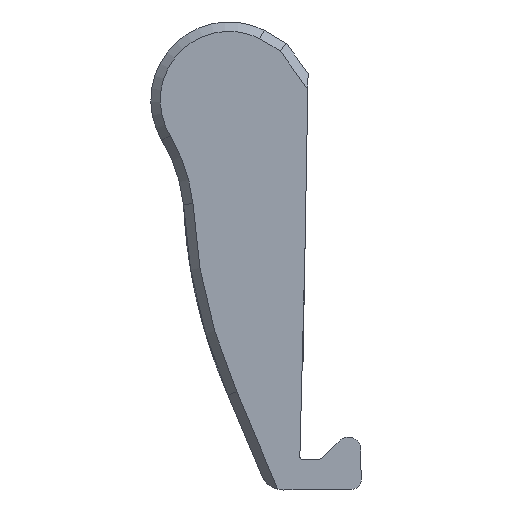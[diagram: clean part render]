
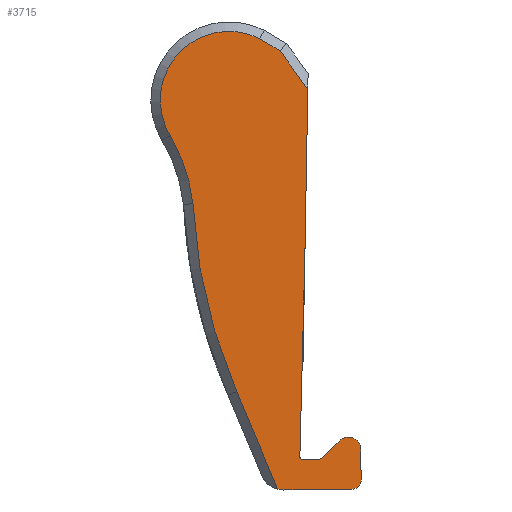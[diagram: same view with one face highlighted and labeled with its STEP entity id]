
A CAD part, front view. The second image highlights one B-rep face of the part: STEP entity #3715.
In plain terms, the highlighted planar face has unit normal (0, -1, 0).
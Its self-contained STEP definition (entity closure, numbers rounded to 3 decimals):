
#131=PLANE('',#4025);
#352=FACE_OUTER_BOUND('',#586,.T.);
#586=EDGE_LOOP('',(#2822,#2823,#2824,#2825,#2826,#2827,#2828,#2829,#2830,
#2831,#2832,#2833,#2834,#2835,#2836,#2837,#2838,#2839));
#810=CIRCLE('',#3998,1.5);
#821=CIRCLE('',#4014,33.902);
#822=CIRCLE('',#4017,10.6);
#825=CIRCLE('',#4021,4.353);
#826=CIRCLE('',#4026,0.6);
#827=CIRCLE('',#4027,0.6);
#828=CIRCLE('',#4028,0.825);
#829=CIRCLE('',#4029,0.4);
#830=CIRCLE('',#4030,0.2);
#1023=LINE('',#5870,#1333);
#1035=LINE('',#5919,#1345);
#1037=LINE('',#5943,#1347);
#1040=LINE('',#5956,#1350);
#1046=LINE('',#5968,#1356);
#1049=LINE('',#5976,#1359);
#1050=LINE('',#5982,#1360);
#1051=LINE('',#5986,#1361);
#1052=LINE('',#5989,#1362);
#1333=VECTOR('',#4606,10.);
#1345=VECTOR('',#4642,10.);
#1347=VECTOR('',#4652,10.);
#1350=VECTOR('',#4669,10.);
#1356=VECTOR('',#4679,10.);
#1359=VECTOR('',#4686,10.);
#1360=VECTOR('',#4691,10.);
#1361=VECTOR('',#4694,10.);
#1362=VECTOR('',#4697,10.);
#1675=VERTEX_POINT('',#5853);
#1680=VERTEX_POINT('',#5862);
#1682=VERTEX_POINT('',#5868);
#1702=VERTEX_POINT('',#5913);
#1703=VERTEX_POINT('',#5918);
#1706=VERTEX_POINT('',#5925);
#1707=VERTEX_POINT('',#5936);
#1708=VERTEX_POINT('',#5946);
#1710=VERTEX_POINT('',#5955);
#1714=VERTEX_POINT('',#5967);
#1716=VERTEX_POINT('',#5973);
#1717=VERTEX_POINT('',#5975);
#1718=VERTEX_POINT('',#5977);
#1719=VERTEX_POINT('',#5979);
#1720=VERTEX_POINT('',#5981);
#1721=VERTEX_POINT('',#5983);
#1722=VERTEX_POINT('',#5985);
#1723=VERTEX_POINT('',#5987);
#2086=EDGE_CURVE('',#1680,#1675,#810,.T.);
#2089=EDGE_CURVE('',#1680,#1682,#1023,.T.);
#2111=EDGE_CURVE('',#1702,#1703,#1035,.T.);
#2115=EDGE_CURVE('',#1706,#1707,#821,.T.);
#2117=EDGE_CURVE('',#1675,#1706,#1037,.T.);
#2119=EDGE_CURVE('',#1707,#1708,#822,.T.);
#2123=EDGE_CURVE('',#1708,#1702,#825,.T.);
#2124=EDGE_CURVE('',#1703,#1710,#1040,.T.);
#2130=EDGE_CURVE('',#1714,#1710,#1046,.T.);
#2133=EDGE_CURVE('',#1716,#1682,#826,.T.);
#2134=EDGE_CURVE('',#1717,#1716,#1049,.T.);
#2135=EDGE_CURVE('',#1718,#1717,#827,.T.);
#2136=EDGE_CURVE('',#1719,#1718,#828,.T.);
#2137=EDGE_CURVE('',#1719,#1720,#1050,.T.);
#2138=EDGE_CURVE('',#1720,#1721,#829,.T.);
#2139=EDGE_CURVE('',#1722,#1721,#1051,.T.);
#2140=EDGE_CURVE('',#1723,#1722,#830,.T.);
#2141=EDGE_CURVE('',#1714,#1723,#1052,.T.);
#2822=ORIENTED_EDGE('',*,*,#2086,.F.);
#2823=ORIENTED_EDGE('',*,*,#2089,.T.);
#2824=ORIENTED_EDGE('',*,*,#2133,.F.);
#2825=ORIENTED_EDGE('',*,*,#2134,.F.);
#2826=ORIENTED_EDGE('',*,*,#2135,.F.);
#2827=ORIENTED_EDGE('',*,*,#2136,.F.);
#2828=ORIENTED_EDGE('',*,*,#2137,.T.);
#2829=ORIENTED_EDGE('',*,*,#2138,.T.);
#2830=ORIENTED_EDGE('',*,*,#2139,.F.);
#2831=ORIENTED_EDGE('',*,*,#2140,.F.);
#2832=ORIENTED_EDGE('',*,*,#2141,.F.);
#2833=ORIENTED_EDGE('',*,*,#2130,.T.);
#2834=ORIENTED_EDGE('',*,*,#2124,.F.);
#2835=ORIENTED_EDGE('',*,*,#2111,.F.);
#2836=ORIENTED_EDGE('',*,*,#2123,.F.);
#2837=ORIENTED_EDGE('',*,*,#2119,.F.);
#2838=ORIENTED_EDGE('',*,*,#2115,.F.);
#2839=ORIENTED_EDGE('',*,*,#2117,.F.);
#3715=ADVANCED_FACE('',(#352),#131,.T.);
#3998=AXIS2_PLACEMENT_3D('',#5864,#4600,#4601);
#4014=AXIS2_PLACEMENT_3D('',#5937,#4648,#4649);
#4017=AXIS2_PLACEMENT_3D('',#5947,#4656,#4657);
#4021=AXIS2_PLACEMENT_3D('',#5953,#4665,#4666);
#4025=AXIS2_PLACEMENT_3D('',#5972,#4682,#4683);
#4026=AXIS2_PLACEMENT_3D('',#5974,#4684,#4685);
#4027=AXIS2_PLACEMENT_3D('',#5978,#4687,#4688);
#4028=AXIS2_PLACEMENT_3D('',#5980,#4689,#4690);
#4029=AXIS2_PLACEMENT_3D('',#5984,#4692,#4693);
#4030=AXIS2_PLACEMENT_3D('',#5988,#4695,#4696);
#4600=DIRECTION('center_axis',(0.,1.,0.));
#4601=DIRECTION('ref_axis',(-0.548,0.,-0.836));
#4606=DIRECTION('',(1.,0.,0.012));
#4642=DIRECTION('',(0.857,0.,-0.515));
#4648=DIRECTION('center_axis',(0.,1.,0.));
#4649=DIRECTION('ref_axis',(-0.999,0.,-0.048));
#4652=DIRECTION('',(-0.388,0.,0.922));
#4656=DIRECTION('center_axis',(0.,-1.,0.));
#4657=DIRECTION('ref_axis',(0.858,0.,0.514));
#4665=DIRECTION('center_axis',(0.,1.,0.));
#4666=DIRECTION('ref_axis',(-1.,0.,0.));
#4669=DIRECTION('',(0.585,0.,-0.811));
#4679=DIRECTION('',(0.018,0.,1.));
#4682=DIRECTION('center_axis',(0.,-1.,0.));
#4683=DIRECTION('ref_axis',(-0.616,0.,-0.788));
#4684=DIRECTION('center_axis',(0.,1.,0.));
#4685=DIRECTION('ref_axis',(0.717,0.,-0.697));
#4686=DIRECTION('',(0.017,0.,-1.));
#4687=DIRECTION('center_axis',(0.,1.,0.));
#4688=DIRECTION('ref_axis',(0.947,0.,0.32));
#4689=DIRECTION('center_axis',(0.,1.,0.));
#4690=DIRECTION('ref_axis',(0.122,0.,0.993));
#4691=DIRECTION('',(-0.707,0.,-0.707));
#4692=DIRECTION('center_axis',(0.,1.,0.));
#4693=DIRECTION('ref_axis',(0.383,0.,-0.924));
#4694=DIRECTION('',(1.,0.,0.));
#4695=DIRECTION('center_axis',(0.,-1.,0.));
#4696=DIRECTION('ref_axis',(-0.716,0.,-0.698));
#4697=DIRECTION('',(-0.025,0.,-1.));
#5853=CARTESIAN_POINT('',(3.09,-21.9,-24.639));
#5862=CARTESIAN_POINT('',(3.473,-21.9,-24.684));
#5864=CARTESIAN_POINT('Origin',(3.454,-21.9,-23.184));
#5868=CARTESIAN_POINT('',(7.774,-21.9,-24.631));
#5870=CARTESIAN_POINT('',(9.356,-21.9,-24.611));
#5913=CARTESIAN_POINT('',(1.937,-21.9,3.898));
#5918=CARTESIAN_POINT('',(3.238,-21.9,3.116));
#5919=CARTESIAN_POINT('',(5.149,-21.9,1.967));
#5925=CARTESIAN_POINT('',(0.488,-21.9,-18.451));
#5936=CARTESIAN_POINT('',(-2.286,-21.9,-6.557));
#5937=CARTESIAN_POINT('Origin',(31.577,-21.9,-4.931));
#5943=CARTESIAN_POINT('',(-1.097,-21.9,-14.681));
#5946=CARTESIAN_POINT('',(-3.733,-21.9,-2.238));
#5947=CARTESIAN_POINT('Origin',(-12.825,-21.9,-7.687));
#5953=CARTESIAN_POINT('Origin',(0.,-21.9,0.));
#5955=CARTESIAN_POINT('',(4.987,-21.9,0.694));
#5956=CARTESIAN_POINT('',(5.587,-21.9,-0.136));
#5967=CARTESIAN_POINT('',(4.802,-21.9,-9.798));
#5968=CARTESIAN_POINT('',(4.978,-21.9,0.161));
#5972=CARTESIAN_POINT('Origin',(3.329,-21.9,-8.38));
#5973=CARTESIAN_POINT('',(8.366,-21.9,-24.021));
#5974=CARTESIAN_POINT('Origin',(7.766,-21.9,-24.031));
#5975=CARTESIAN_POINT('',(8.332,-21.9,-22.022));
#5976=CARTESIAN_POINT('',(8.23,-21.9,-15.921));
#5977=CARTESIAN_POINT('',(8.216,-21.9,-21.677));
#5978=CARTESIAN_POINT('Origin',(7.732,-21.9,-22.032));
#5979=CARTESIAN_POINT('',(6.968,-21.9,-21.582));
#5980=CARTESIAN_POINT('Origin',(7.551,-21.9,-22.166));
#5981=CARTESIAN_POINT('',(5.905,-21.9,-22.646));
#5982=CARTESIAN_POINT('',(7.443,-21.9,-21.107));
#5983=CARTESIAN_POINT('',(5.622,-21.9,-22.763));
#5984=CARTESIAN_POINT('Origin',(5.622,-21.9,-22.363));
#5985=CARTESIAN_POINT('',(4.685,-21.9,-22.763));
#5986=CARTESIAN_POINT('',(3.035,-21.9,-22.763));
#5987=CARTESIAN_POINT('',(4.485,-21.9,-22.558));
#5988=CARTESIAN_POINT('Origin',(4.685,-21.9,-22.563));
#5989=CARTESIAN_POINT('',(5.107,-21.9,2.413));
